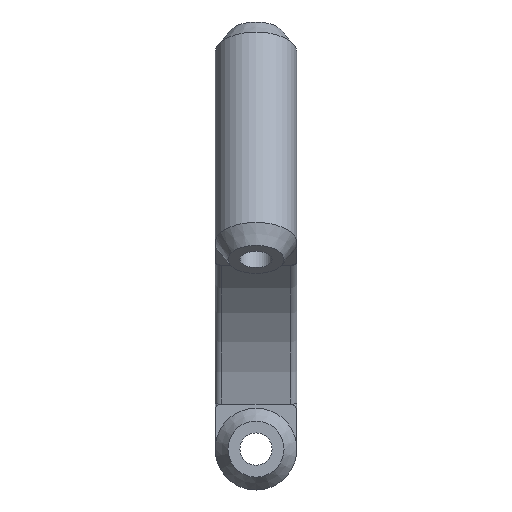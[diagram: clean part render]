
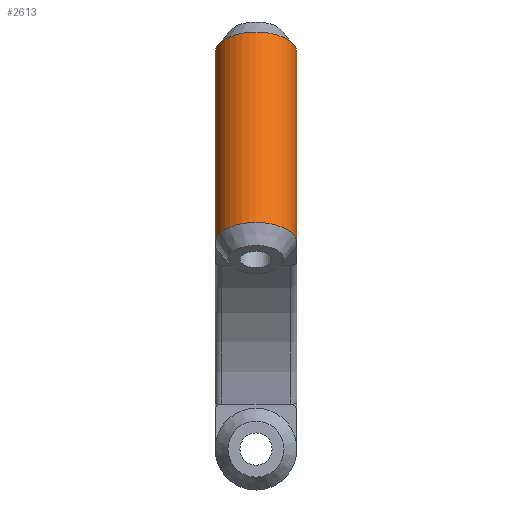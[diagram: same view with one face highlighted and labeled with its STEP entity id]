
A CAD part, left-side view. The second image highlights one B-rep face of the part: STEP entity #2613.
In plain terms, the highlighted cylindrical face has radius 6.35 mm (diameter 12.7 mm), a full revolution.
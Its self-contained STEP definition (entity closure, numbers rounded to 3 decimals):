
#298=FACE_OUTER_BOUND('',#468,.T.);
#468=EDGE_LOOP('',(#2312,#2313,#2314,#2315,#2316,#2317,#2318,#2319,#2320,
#2321,#2322,#2323));
#507=LINE('',#3851,#698);
#602=LINE('',#4212,#793);
#676=LINE('',#4880,#867);
#677=LINE('',#4885,#868);
#698=VECTOR('',#3013,10.);
#793=VECTOR('',#3342,10.);
#867=VECTOR('',#3710,6.35);
#868=VECTOR('',#3715,6.35);
#1005=CIRCLE('',#2925,6.35);
#1006=CIRCLE('',#2927,6.35);
#1007=CIRCLE('',#2928,6.35);
#1008=CIRCLE('',#2929,6.35);
#1009=CIRCLE('',#2930,6.35);
#1010=CIRCLE('',#2931,6.35);
#1041=VERTEX_POINT('',#3848);
#1042=VERTEX_POINT('',#3850);
#1190=VERTEX_POINT('',#4209);
#1191=VERTEX_POINT('',#4211);
#1251=VERTEX_POINT('',#4875);
#1252=VERTEX_POINT('',#4879);
#1253=VERTEX_POINT('',#4882);
#1254=VERTEX_POINT('',#4884);
#1286=EDGE_CURVE('',#1041,#1042,#507,.T.);
#1466=EDGE_CURVE('',#1191,#1190,#602,.T.);
#1615=EDGE_CURVE('',#1251,#1251,#1005,.T.);
#1616=EDGE_CURVE('',#1251,#1252,#676,.T.);
#1617=EDGE_CURVE('',#1252,#1042,#1006,.T.);
#1618=EDGE_CURVE('',#1041,#1253,#1007,.T.);
#1619=EDGE_CURVE('',#1253,#1254,#677,.T.);
#1620=EDGE_CURVE('',#1254,#1254,#1008,.T.);
#1621=EDGE_CURVE('',#1253,#1191,#1009,.T.);
#1622=EDGE_CURVE('',#1190,#1252,#1010,.T.);
#2312=ORIENTED_EDGE('',*,*,#1615,.F.);
#2313=ORIENTED_EDGE('',*,*,#1616,.T.);
#2314=ORIENTED_EDGE('',*,*,#1617,.T.);
#2315=ORIENTED_EDGE('',*,*,#1286,.F.);
#2316=ORIENTED_EDGE('',*,*,#1618,.T.);
#2317=ORIENTED_EDGE('',*,*,#1619,.T.);
#2318=ORIENTED_EDGE('',*,*,#1620,.F.);
#2319=ORIENTED_EDGE('',*,*,#1619,.F.);
#2320=ORIENTED_EDGE('',*,*,#1621,.T.);
#2321=ORIENTED_EDGE('',*,*,#1466,.T.);
#2322=ORIENTED_EDGE('',*,*,#1622,.T.);
#2323=ORIENTED_EDGE('',*,*,#1616,.F.);
#2477=CYLINDRICAL_SURFACE('',#2926,6.35);
#2613=ADVANCED_FACE('',(#298),#2477,.T.);
#2925=AXIS2_PLACEMENT_3D('',#4877,#3706,#3707);
#2926=AXIS2_PLACEMENT_3D('',#4878,#3708,#3709);
#2927=AXIS2_PLACEMENT_3D('',#4881,#3711,#3712);
#2928=AXIS2_PLACEMENT_3D('',#4883,#3713,#3714);
#2929=AXIS2_PLACEMENT_3D('',#4886,#3716,#3717);
#2930=AXIS2_PLACEMENT_3D('',#4887,#3718,#3719);
#2931=AXIS2_PLACEMENT_3D('',#4888,#3720,#3721);
#3013=DIRECTION('',(-0.5,0.,-0.866));
#3342=DIRECTION('',(-0.5,0.,-0.866));
#3706=DIRECTION('center_axis',(-0.5,0.,-0.866));
#3707=DIRECTION('ref_axis',(-0.866,0.,0.5));
#3708=DIRECTION('center_axis',(0.5,0.,0.866));
#3709=DIRECTION('ref_axis',(-0.866,0.,0.5));
#3710=DIRECTION('',(0.5,0.,0.866));
#3711=DIRECTION('center_axis',(-0.5,0.,-0.866));
#3712=DIRECTION('ref_axis',(-0.866,0.,0.5));
#3713=DIRECTION('center_axis',(0.5,0.,0.866));
#3714=DIRECTION('ref_axis',(0.866,0.,-0.5));
#3715=DIRECTION('',(0.5,0.,0.866));
#3716=DIRECTION('center_axis',(0.5,0.,0.866));
#3717=DIRECTION('ref_axis',(-0.866,0.,0.5));
#3718=DIRECTION('center_axis',(0.5,0.,0.866));
#3719=DIRECTION('ref_axis',(0.866,0.,-0.5));
#3720=DIRECTION('center_axis',(-0.5,0.,-0.866));
#3721=DIRECTION('ref_axis',(-0.866,0.,0.5));
#3848=CARTESIAN_POINT('',(-18.473,0.,30.364));
#3850=CARTESIAN_POINT('',(-35.532,0.,0.816));
#3851=CARTESIAN_POINT('',(-37.014,0.,-1.75));
#4209=CARTESIAN_POINT('',(-35.532,12.7,0.816));
#4211=CARTESIAN_POINT('',(-18.473,12.7,30.364));
#4212=CARTESIAN_POINT('',(-37.014,12.7,-1.75));
#4875=CARTESIAN_POINT('',(-30.035,6.35,-2.362));
#4877=CARTESIAN_POINT('Origin',(-35.534,6.35,0.813));
#4878=CARTESIAN_POINT('Origin',(-37.014,6.35,-1.75));
#4879=CARTESIAN_POINT('',(-30.033,6.35,-2.359));
#4880=CARTESIAN_POINT('',(-31.515,6.35,-4.925));
#4881=CARTESIAN_POINT('Origin',(-35.532,6.35,0.816));
#4882=CARTESIAN_POINT('',(-12.974,6.35,27.189));
#4883=CARTESIAN_POINT('Origin',(-18.473,6.35,30.364));
#4884=CARTESIAN_POINT('',(-12.972,6.35,27.192));
#4885=CARTESIAN_POINT('',(-31.515,6.35,-4.925));
#4886=CARTESIAN_POINT('Origin',(-18.471,6.35,30.367));
#4887=CARTESIAN_POINT('Origin',(-18.473,6.35,30.364));
#4888=CARTESIAN_POINT('Origin',(-35.532,6.35,0.816));
